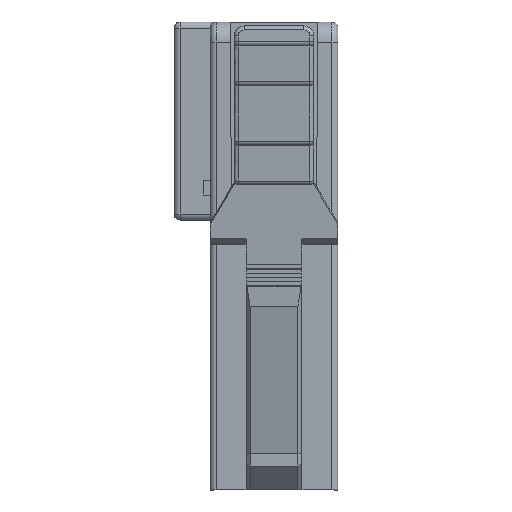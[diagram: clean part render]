
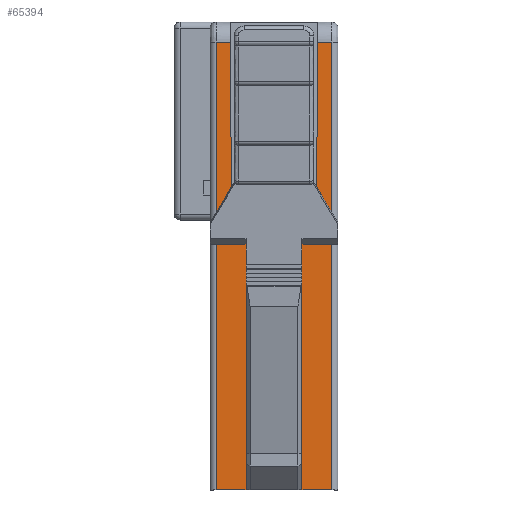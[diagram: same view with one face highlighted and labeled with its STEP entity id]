
A CAD part, left-side view. The second image highlights one B-rep face of the part: STEP entity #65394.
In plain terms, the highlighted planar face has unit normal (-1, 0, 0).
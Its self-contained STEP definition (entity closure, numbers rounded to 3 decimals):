
#40028=CARTESIAN_POINT('',(-6.75,1.4,-13.4));
#40029=VERTEX_POINT('',#40028);
#40030=CARTESIAN_POINT('',(-6.75,2.9,-13.4));
#40031=VERTEX_POINT('',#40030);
#40032=CARTESIAN_POINT('',(-6.75,1.4,-13.4));
#40033=DIRECTION('',(0.,1.,0.));
#40034=VECTOR('',#40033,1.5);
#40035=LINE('',#40032,#40034);
#40036=EDGE_CURVE('',#40029,#40031,#40035,.T.);
#40055=CARTESIAN_POINT('',(-6.75,-2.9,-13.4));
#40056=VERTEX_POINT('',#40055);
#40064=CARTESIAN_POINT('',(-6.75,-1.4,-13.4));
#40065=VERTEX_POINT('',#40064);
#40066=CARTESIAN_POINT('',(-6.75,-2.9,-13.4));
#40067=DIRECTION('',(0.,1.,0.));
#40068=VECTOR('',#40067,1.5);
#40069=LINE('',#40066,#40068);
#40070=EDGE_CURVE('',#40056,#40065,#40069,.T.);
#40118=CARTESIAN_POINT('',(-6.75,-2.9,9.));
#40119=VERTEX_POINT('',#40118);
#40120=CARTESIAN_POINT('',(-6.75,-2.9,9.));
#40121=DIRECTION('',(0.,0.,-1.));
#40122=VECTOR('',#40121,22.4);
#40123=LINE('',#40120,#40122);
#40124=EDGE_CURVE('',#40119,#40056,#40123,.T.);
#48155=CARTESIAN_POINT('',(-6.75,2.9,9.));
#48156=VERTEX_POINT('',#48155);
#48181=CARTESIAN_POINT('',(-6.75,2.9,-13.4));
#48182=DIRECTION('',(0.,0.,1.));
#48183=VECTOR('',#48182,22.4);
#48184=LINE('',#48181,#48183);
#48185=EDGE_CURVE('',#40031,#48156,#48184,.T.);
#48199=CARTESIAN_POINT('',(-6.75,2.191,9.));
#48200=VERTEX_POINT('',#48199);
#48201=CARTESIAN_POINT('',(-6.75,2.191,9.));
#48202=DIRECTION('',(0.,1.,0.));
#48203=VECTOR('',#48202,0.709);
#48204=LINE('',#48201,#48203);
#48205=EDGE_CURVE('',#48200,#48156,#48204,.T.);
#48227=CARTESIAN_POINT('',(-6.75,2.113,0.));
#48228=VERTEX_POINT('',#48227);
#48229=CARTESIAN_POINT('',(-6.75,2.113,0.));
#48230=DIRECTION('',(0.,0.009,1.));
#48231=VECTOR('',#48230,9.);
#48232=LINE('',#48229,#48231);
#48233=EDGE_CURVE('',#48228,#48200,#48232,.T.);
#48281=CARTESIAN_POINT('',(-6.75,-2.191,9.));
#48282=VERTEX_POINT('',#48281);
#48294=CARTESIAN_POINT('',(-6.75,-2.113,0.));
#48295=VERTEX_POINT('',#48294);
#48302=CARTESIAN_POINT('',(-6.75,-2.191,9.));
#48303=DIRECTION('',(0.,0.009,-1.));
#48304=VECTOR('',#48303,9.);
#48305=LINE('',#48302,#48304);
#48306=EDGE_CURVE('',#48282,#48295,#48305,.T.);
#48317=CARTESIAN_POINT('',(-6.75,-2.113,0.));
#48318=DIRECTION('',(0.,1.,0.));
#48319=VECTOR('',#48318,4.225);
#48320=LINE('',#48317,#48319);
#48321=EDGE_CURVE('',#48295,#48228,#48320,.T.);
#48346=CARTESIAN_POINT('',(-6.75,-2.9,9.));
#48347=DIRECTION('',(0.,1.,0.));
#48348=VECTOR('',#48347,0.709);
#48349=LINE('',#48346,#48348);
#48350=EDGE_CURVE('',#40119,#48282,#48349,.T.);
#65356=CARTESIAN_POINT('',(-6.75,-3.2,-1.5));
#65357=DIRECTION('',(0.,1.,0.));
#65358=DIRECTION('',(-1.,0.,0.));
#65359=AXIS2_PLACEMENT_3D('',#65356,#65358,#65357);
#65360=PLANE('',#65359);
#65361=ORIENTED_EDGE('',*,*,#40124,.F.);
#65362=ORIENTED_EDGE('',*,*,#48350,.T.);
#65363=ORIENTED_EDGE('',*,*,#48306,.T.);
#65364=ORIENTED_EDGE('',*,*,#48321,.T.);
#65365=ORIENTED_EDGE('',*,*,#48233,.T.);
#65366=ORIENTED_EDGE('',*,*,#48205,.T.);
#65367=ORIENTED_EDGE('',*,*,#48185,.F.);
#65368=ORIENTED_EDGE('',*,*,#40036,.F.);
#65369=CARTESIAN_POINT('',(-6.75,1.4,-11.5));
#65370=VERTEX_POINT('',#65369);
#65371=CARTESIAN_POINT('',(-6.75,1.4,-13.4));
#65372=DIRECTION('',(0.,0.,1.));
#65373=VECTOR('',#65372,1.9);
#65374=LINE('',#65371,#65373);
#65375=EDGE_CURVE('',#40029,#65370,#65374,.T.);
#65376=ORIENTED_EDGE('',*,*,#65375,.T.);
#65377=CARTESIAN_POINT('',(-6.75,-1.4,-11.5));
#65378=VERTEX_POINT('',#65377);
#65379=CARTESIAN_POINT('',(-6.75,1.4,-11.5));
#65380=DIRECTION('',(0.,-1.,0.));
#65381=VECTOR('',#65380,2.8);
#65382=LINE('',#65379,#65381);
#65383=EDGE_CURVE('',#65370,#65378,#65382,.T.);
#65384=ORIENTED_EDGE('',*,*,#65383,.T.);
#65385=CARTESIAN_POINT('',(-6.75,-1.4,-13.4));
#65386=DIRECTION('',(0.,0.,1.));
#65387=VECTOR('',#65386,1.9);
#65388=LINE('',#65385,#65387);
#65389=EDGE_CURVE('',#40065,#65378,#65388,.T.);
#65390=ORIENTED_EDGE('',*,*,#65389,.F.);
#65391=ORIENTED_EDGE('',*,*,#40070,.F.);
#65392=EDGE_LOOP('',(#65361,#65362,#65363,#65364,#65365,#65366,#65367,#65368,#65376,#65384,#65390,#65391));
#65393=FACE_OUTER_BOUND('',#65392,.T.);
#65394=ADVANCED_FACE('',(#65393),#65360,.T.);
